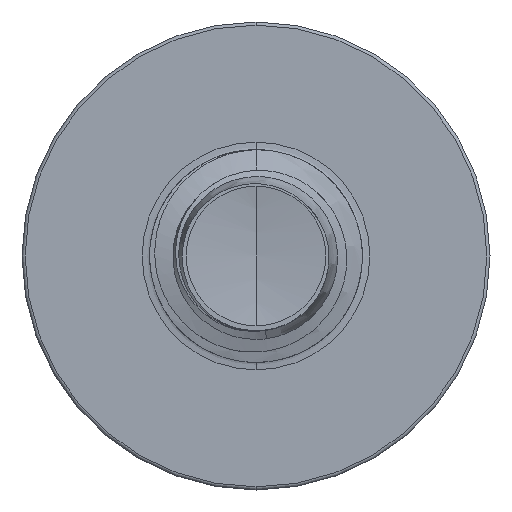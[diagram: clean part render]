
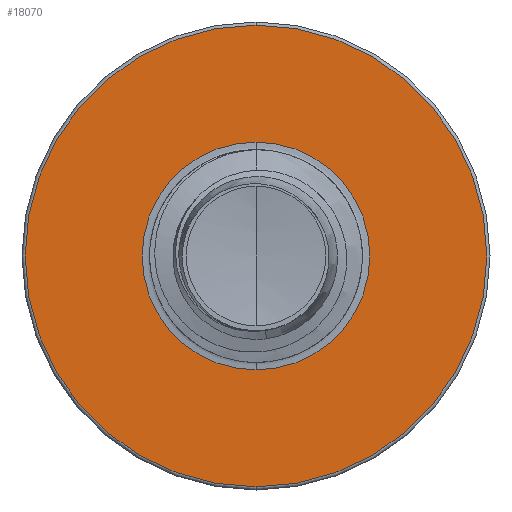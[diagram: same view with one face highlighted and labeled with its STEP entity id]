
A CAD part, front view. The second image highlights one B-rep face of the part: STEP entity #18070.
In plain terms, the highlighted planar face has unit normal (0, -1, 0).
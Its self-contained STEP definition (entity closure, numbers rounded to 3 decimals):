
#1105 = EDGE_CURVE ( 'NONE', #20231, #8547, #16204, .T. ) ;
#1227 = EDGE_LOOP ( 'NONE', ( #2350, #1952 ) ) ;
#1952 = ORIENTED_EDGE ( 'NONE', *, *, #1105, .T. ) ;
#2331 = DIRECTION ( 'NONE',  ( 0., 0., 1. ) ) ;
#2350 = ORIENTED_EDGE ( 'NONE', *, *, #20881, .T. ) ;
#3672 = AXIS2_PLACEMENT_3D ( 'NONE', #11654, #13547, #2331 ) ;
#4692 = VERTEX_POINT ( 'NONE', #23148 ) ;
#4832 = CIRCLE ( 'NONE', #13728, 5.425 ) ;
#5928 = CARTESIAN_POINT ( 'NONE',  ( 0., 14., 0. ) ) ;
#6595 = FACE_OUTER_BOUND ( 'NONE', #8598, .T. ) ;
#7160 = FACE_BOUND ( 'NONE', #1227, .T. ) ;
#7360 = ORIENTED_EDGE ( 'NONE', *, *, #19174, .F. ) ;
#7778 = DIRECTION ( 'NONE',  ( 0., 0., 1. ) ) ;
#8547 = VERTEX_POINT ( 'NONE', #13323 ) ;
#8598 = EDGE_LOOP ( 'NONE', ( #8891, #7360 ) ) ;
#8840 = CARTESIAN_POINT ( 'NONE',  ( 0., 14., 0. ) ) ;
#8891 = ORIENTED_EDGE ( 'NONE', *, *, #14913, .F. ) ;
#9497 = DIRECTION ( 'NONE',  ( 0., 1., 0. ) ) ;
#9758 = PLANE ( 'NONE',  #3672 ) ;
#10712 = VERTEX_POINT ( 'NONE', #13776 ) ;
#10728 = DIRECTION ( 'NONE',  ( 0., 0., 1. ) ) ;
#11256 = CIRCLE ( 'NONE', #17016, 2.677 ) ;
#11654 = CARTESIAN_POINT ( 'NONE',  ( 0., 14., -2.677 ) ) ;
#13323 = CARTESIAN_POINT ( 'NONE',  ( 0., 14., 2.677 ) ) ;
#13547 = DIRECTION ( 'NONE',  ( 0., 1., 0. ) ) ;
#13728 = AXIS2_PLACEMENT_3D ( 'NONE', #8840, #21953, #10728 ) ;
#13776 = CARTESIAN_POINT ( 'NONE',  ( 0., 14., 5.425 ) ) ;
#14913 = EDGE_CURVE ( 'NONE', #10712, #4692, #19241, .T. ) ;
#16204 = CIRCLE ( 'NONE', #18226, 2.677 ) ;
#16780 = AXIS2_PLACEMENT_3D ( 'NONE', #20745, #9497, #22606 ) ;
#17016 = AXIS2_PLACEMENT_3D ( 'NONE', #5928, #19042, #7778 ) ;
#17413 = DIRECTION ( 'NONE',  ( 0., 0., 1. ) ) ;
#18070 = ADVANCED_FACE ( 'NONE', ( #6595, #7160 ), #9758, .F. ) ;
#18226 = AXIS2_PLACEMENT_3D ( 'NONE', #19543, #19382, #17413 ) ;
#18309 = CARTESIAN_POINT ( 'NONE',  ( 0., 14., -2.677 ) ) ;
#19042 = DIRECTION ( 'NONE',  ( 0., 1., 0. ) ) ;
#19174 = EDGE_CURVE ( 'NONE', #4692, #10712, #4832, .T. ) ;
#19241 = CIRCLE ( 'NONE', #16780, 5.425 ) ;
#19382 = DIRECTION ( 'NONE',  ( 0., 1., 0. ) ) ;
#19543 = CARTESIAN_POINT ( 'NONE',  ( 0., 14., 0. ) ) ;
#20231 = VERTEX_POINT ( 'NONE', #18309 ) ;
#20745 = CARTESIAN_POINT ( 'NONE',  ( 0., 14., 0. ) ) ;
#20881 = EDGE_CURVE ( 'NONE', #8547, #20231, #11256, .T. ) ;
#21953 = DIRECTION ( 'NONE',  ( 0., 1., 0. ) ) ;
#22606 = DIRECTION ( 'NONE',  ( 0., 0., 1. ) ) ;
#23148 = CARTESIAN_POINT ( 'NONE',  ( 0., 14., -5.425 ) ) ;
